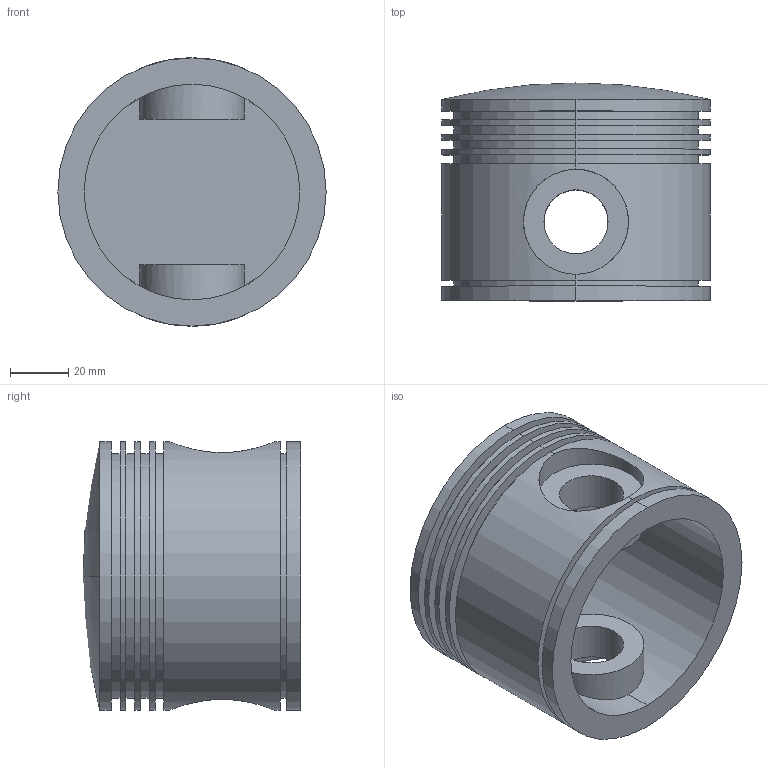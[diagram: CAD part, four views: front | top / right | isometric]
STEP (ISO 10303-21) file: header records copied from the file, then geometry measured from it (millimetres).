
FILE_DESCRIPTION (( 'STEP AP214' ), '1' );
FILE_NAME ('piston.STEP', '2025-07-13T18:31:55', ( '' ), ( '' ), 'SwSTEP 2.0', 'SolidWorks 2025', '' );
FILE_SCHEMA (( 'AUTOMOTIVE_DESIGN' ));
Length unit declared in the file: millimetre
Products named in the file (1): piston
Bounding box: 92 x 74.68 x 92 mm (x, y, z)
Volume: 201928.3 mm3; surface area: 61757.1 mm2
Topology: 1 solids, 1 shells, 54 faces, 124 edges, 83 vertices
Faces by surface type: cylinder 36, plane 16, sphere 2
Entity records: 1995 total; most frequent: CARTESIAN_POINT 694, DIRECTION 286, ORIENTED_EDGE 248, EDGE_CURVE 124, AXIS2_PLACEMENT_3D 123, VERTEX_POINT 83, EDGE_LOOP 69, CIRCLE 68
